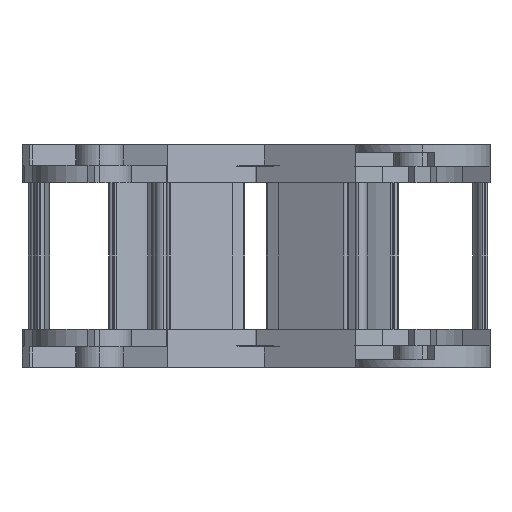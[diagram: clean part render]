
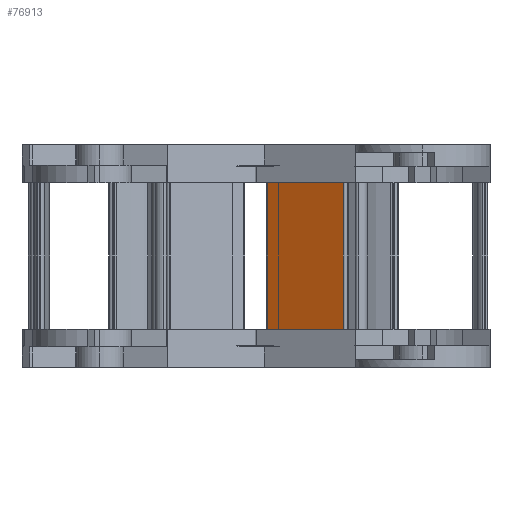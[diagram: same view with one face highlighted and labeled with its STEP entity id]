
A CAD part, left-side view. The second image highlights one B-rep face of the part: STEP entity #76913.
In plain terms, the highlighted planar face has unit normal (-0.875, 0.484, 0).
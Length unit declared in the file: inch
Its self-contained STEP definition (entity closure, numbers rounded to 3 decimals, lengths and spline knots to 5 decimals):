
#2239 = CARTESIAN_POINT ( 'NONE',  ( 0.42979, 0.53354, 0.49213 ) ) ;
#4304 = LINE ( 'NONE', #24033, #25584 ) ;
#7542 = ORIENTED_EDGE ( 'NONE', *, *, #53453, .F. ) ;
#12387 = EDGE_CURVE ( 'NONE', #18909, #18837, #27405, .T. ) ;
#12509 = EDGE_CURVE ( 'NONE', #18909, #27778, #4304, .T. ) ;
#15793 = VERTEX_POINT ( 'NONE', #23062 ) ;
#18837 = VERTEX_POINT ( 'NONE', #22486 ) ;
#18909 = VERTEX_POINT ( 'NONE', #60635 ) ;
#19170 = DIRECTION ( 'NONE',  ( 0.875, -0.484, 0. ) ) ;
#19928 = DIRECTION ( 'NONE',  ( 0.484, 0.875, 0. ) ) ;
#22486 = CARTESIAN_POINT ( 'NONE',  ( 0.42979, 0.53354, -0.49213 ) ) ;
#23062 = CARTESIAN_POINT ( 'NONE',  ( 0.71019, 1.03982, -0.49213 ) ) ;
#24033 = CARTESIAN_POINT ( 'NONE',  ( 0.25526, 0.21841, 0.49213 ) ) ;
#25584 = VECTOR ( 'NONE', #29910, 39.37008 ) ;
#27405 = LINE ( 'NONE', #2239, #63106 ) ;
#27778 = VERTEX_POINT ( 'NONE', #31280 ) ;
#29910 = DIRECTION ( 'NONE',  ( 0.484, 0.875, 0. ) ) ;
#31280 = CARTESIAN_POINT ( 'NONE',  ( 0.71019, 1.03982, 0.49213 ) ) ;
#31837 = CARTESIAN_POINT ( 'NONE',  ( 0.71019, 1.03982, 0.49213 ) ) ;
#32228 = ORIENTED_EDGE ( 'NONE', *, *, #12387, .F. ) ;
#34134 = VECTOR ( 'NONE', #19928, 39.37008 ) ;
#34540 = EDGE_CURVE ( 'NONE', #18837, #15793, #40043, .T. ) ;
#38877 = FACE_OUTER_BOUND ( 'NONE', #55494, .T. ) ;
#40043 = LINE ( 'NONE', #77360, #34134 ) ;
#48138 = AXIS2_PLACEMENT_3D ( 'NONE', #77022, #19170, #56114 ) ;
#51125 = DIRECTION ( 'NONE',  ( 0., 0., 1. ) ) ;
#53453 = EDGE_CURVE ( 'NONE', #15793, #27778, #58649, .T. ) ;
#55494 = EDGE_LOOP ( 'NONE', ( #32228, #60989, #7542, #76513 ) ) ;
#56114 = DIRECTION ( 'NONE',  ( 0., 0., -1. ) ) ;
#58649 = LINE ( 'NONE', #31837, #64883 ) ;
#60635 = CARTESIAN_POINT ( 'NONE',  ( 0.42979, 0.53354, 0.49213 ) ) ;
#60989 = ORIENTED_EDGE ( 'NONE', *, *, #12509, .T. ) ;
#63106 = VECTOR ( 'NONE', #78992, 39.37008 ) ;
#64428 = PLANE ( 'NONE',  #48138 ) ;
#64883 = VECTOR ( 'NONE', #51125, 39.37008 ) ;
#76513 = ORIENTED_EDGE ( 'NONE', *, *, #34540, .F. ) ;
#76913 = ADVANCED_FACE ( 'NONE', ( #38877 ), #64428, .F. ) ;
#77022 = CARTESIAN_POINT ( 'NONE',  ( 0.71019, 1.03982, 0.49213 ) ) ;
#77360 = CARTESIAN_POINT ( 'NONE',  ( 0.71019, 1.03982, -0.49213 ) ) ;
#78992 = DIRECTION ( 'NONE',  ( 0., 0., -1. ) ) ;
